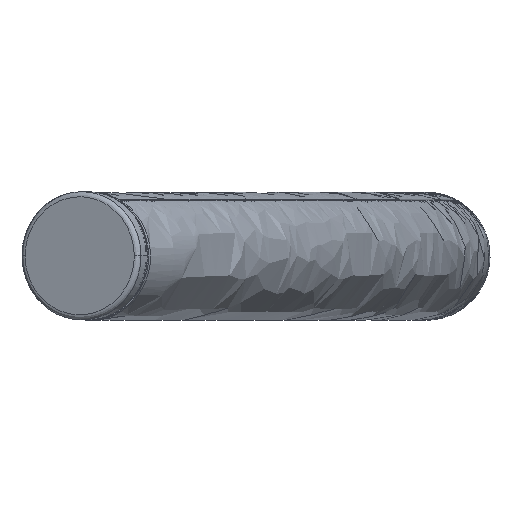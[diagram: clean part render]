
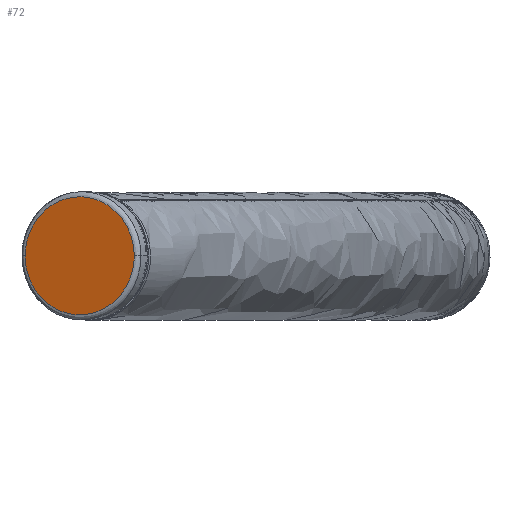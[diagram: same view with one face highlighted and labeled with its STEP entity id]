
A CAD part, left-side view. The second image highlights one B-rep face of the part: STEP entity #72.
In plain terms, the highlighted planar face has unit normal (-0.925, 0.38, 0).
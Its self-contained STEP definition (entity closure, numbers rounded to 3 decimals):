
#72=ADVANCED_FACE('',(#116),#670,.T.);
#116=FACE_OUTER_BOUND('',#162,.T.);
#162=EDGE_LOOP('',(#335,#336));
#335=ORIENTED_EDGE('',*,*,#454,.T.);
#336=ORIENTED_EDGE('',*,*,#455,.T.);
#454=EDGE_CURVE('',#621,#622,#545,.T.);
#455=EDGE_CURVE('',#622,#621,#546,.T.);
#545=(
BOUNDED_CURVE()
B_SPLINE_CURVE(3,(#1596,#1597,#1598,#1599,#1600,#1601,#1602,#1603,#1604,
#1605,#1606,#1607,#1608),.UNSPECIFIED.,.F.,.F.)
B_SPLINE_CURVE_WITH_KNOTS((4,3,3,3,4),(0.,18.538,37.064,
55.596,74.124),.UNSPECIFIED.)
CURVE()
GEOMETRIC_REPRESENTATION_ITEM()
RATIONAL_B_SPLINE_CURVE((1.,1.,1.,1.,1.,1.,
1.,1.,1.,1.,1.,1.,1.))
REPRESENTATION_ITEM('')
);
#546=(
BOUNDED_CURVE()
B_SPLINE_CURVE(3,(#1609,#1610,#1611,#1612,#1613,#1614,#1615,#1616,#1617,
#1618,#1619,#1620,#1621),.UNSPECIFIED.,.F.,.F.)
B_SPLINE_CURVE_WITH_KNOTS((4,3,3,3,4),(0.,18.528,37.06,
55.586,74.124),.UNSPECIFIED.)
CURVE()
GEOMETRIC_REPRESENTATION_ITEM()
RATIONAL_B_SPLINE_CURVE((1.,1.,1.,1.,1.,1.,1.,1.,1.,1.,1.,1.,1.))
REPRESENTATION_ITEM('')
);
#621=VERTEX_POINT('',#1574);
#622=VERTEX_POINT('',#1575);
#670=PLANE('',#720);
#720=AXIS2_PLACEMENT_3D('',#1480,#756,$);
#756=DIRECTION('',(-0.925,0.38,0.));
#1480=CARTESIAN_POINT('',(-317.272,126.783,-28.13));
#1574=CARTESIAN_POINT('',(-319.363,121.698,0.097));
#1575=CARTESIAN_POINT('',(-336.867,79.145,0.097));
#1596=CARTESIAN_POINT('',(-319.363,121.698,0.097));
#1597=CARTESIAN_POINT('',(-319.351,121.727,-5.919));
#1598=CARTESIAN_POINT('',(-320.304,119.411,-11.926));
#1599=CARTESIAN_POINT('',(-321.922,115.476,-16.175));
#1600=CARTESIAN_POINT('',(-323.541,111.541,-20.425));
#1601=CARTESIAN_POINT('',(-325.826,105.987,-22.916));
#1602=CARTESIAN_POINT('',(-328.112,100.428,-22.917));
#1603=CARTESIAN_POINT('',(-330.399,94.87,-22.917));
#1604=CARTESIAN_POINT('',(-332.687,89.308,-20.427));
#1605=CARTESIAN_POINT('',(-334.304,85.376,-16.176));
#1606=CARTESIAN_POINT('',(-335.921,81.445,-11.925));
#1607=CARTESIAN_POINT('',(-336.867,79.145,-5.914));
#1608=CARTESIAN_POINT('',(-336.867,79.145,0.097));
#1609=CARTESIAN_POINT('',(-336.867,79.145,0.097));
#1610=CARTESIAN_POINT('',(-336.867,79.145,6.109));
#1611=CARTESIAN_POINT('',(-335.921,81.445,12.12));
#1612=CARTESIAN_POINT('',(-334.304,85.376,16.371));
#1613=CARTESIAN_POINT('',(-332.687,89.308,20.622));
#1614=CARTESIAN_POINT('',(-330.399,94.87,23.112));
#1615=CARTESIAN_POINT('',(-328.112,100.428,23.111));
#1616=CARTESIAN_POINT('',(-325.826,105.987,23.111));
#1617=CARTESIAN_POINT('',(-323.541,111.541,20.619));
#1618=CARTESIAN_POINT('',(-321.922,115.476,16.37));
#1619=CARTESIAN_POINT('',(-320.304,119.411,12.121));
#1620=CARTESIAN_POINT('',(-319.351,121.727,6.114));
#1621=CARTESIAN_POINT('',(-319.363,121.698,0.097));
